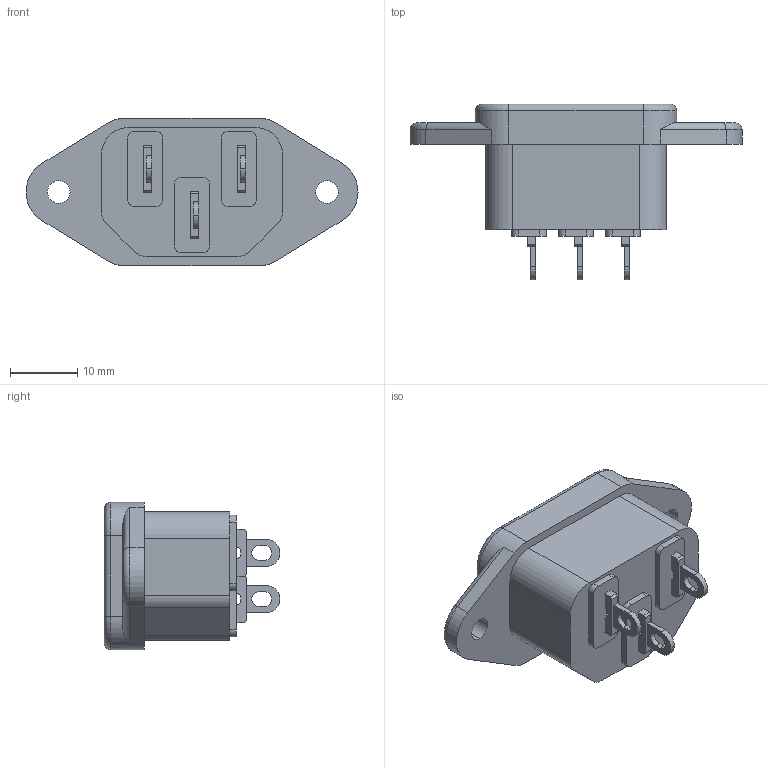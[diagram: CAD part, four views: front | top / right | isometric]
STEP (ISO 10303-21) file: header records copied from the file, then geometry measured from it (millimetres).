
FILE_DESCRIPTION (( 'STEP AP214' ), '1' );
FILE_NAME ('703W.STEP', '2017-05-18T07:37:13', ( '' ), ( '' ), 'SwSTEP 2.0', 'SolidWorks 2016', '' );
FILE_SCHEMA (( 'AUTOMOTIVE_DESIGN' ));
Length unit declared in the file: millimetre
Products named in the file (4): SS7B-002-40; SS7B-001-40; SS7BVDERB-R5耳朵; 703W
Assembly tree (4 placements, depth 2):
  703W
    SS7BVDERB-R5耳朵
    SS7B-001-40
    SS7B-002-40  x2
Bounding box: 49.5 x 26.2 x 22 mm (x, y, z)
Volume: 4958.8 mm3; surface area: 5654.9 mm2
Topology: 4 solids, 4 shells, 223 faces, 591 edges, 378 vertices
Faces by surface type: plane 131, cylinder 74, torus 18
Entity records: 6111 total; most frequent: DIRECTION 1055, CARTESIAN_POINT 1054, ORIENTED_EDGE 1010, EDGE_CURVE 505, AXIS2_PLACEMENT_3D 355, VECTOR 345, LINE 345, VERTEX_POINT 322
